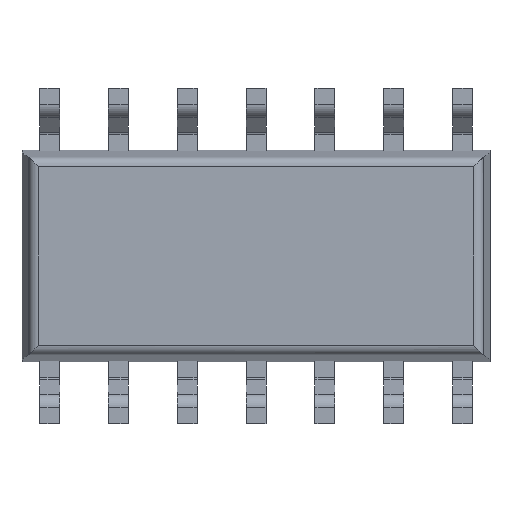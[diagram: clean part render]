
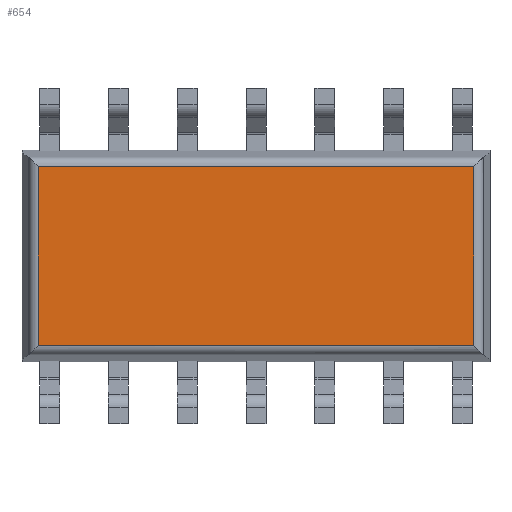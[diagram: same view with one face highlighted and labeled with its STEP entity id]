
A CAD part, front view. The second image highlights one B-rep face of the part: STEP entity #654.
In plain terms, the highlighted planar face has unit normal (0, -1, 0).
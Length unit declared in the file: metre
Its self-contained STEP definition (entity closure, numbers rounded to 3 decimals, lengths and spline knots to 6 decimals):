
#654 = ADVANCED_FACE( '', ( #1335 ), #1336, .T. );
#1335 = FACE_OUTER_BOUND( '', #2068, .T. );
#1336 = PLANE( '', #2069 );
#2068 = EDGE_LOOP( '', ( #3783, #3784, #3785, #3786 ) );
#2069 = AXIS2_PLACEMENT_3D( '', #3787, #3788, #3789 );
#3783 = ORIENTED_EDGE( '', *, *, #4482, .T. );
#3784 = ORIENTED_EDGE( '', *, *, #4884, .T. );
#3785 = ORIENTED_EDGE( '', *, *, #4870, .T. );
#3786 = ORIENTED_EDGE( '', *, *, #4493, .T. );
#3787 = CARTESIAN_POINT( '', ( -0.000325, 0.00015, -0.0013 ) );
#3788 = DIRECTION( '', ( 0., -1., 0. ) );
#3789 = DIRECTION( '', ( 0., 0., -1. ) );
#4482 = EDGE_CURVE( '', #5463, #5461, #5464, .T. );
#4493 = EDGE_CURVE( '', #5479, #5463, #5482, .F. );
#4870 = EDGE_CURVE( '', #6014, #5479, #6015, .F. );
#4884 = EDGE_CURVE( '', #5461, #6014, #6032, .T. );
#5461 = VERTEX_POINT( '', #6797 );
#5463 = VERTEX_POINT( '', #6799 );
#5464 = LINE( '', #6800, #6801 );
#5479 = VERTEX_POINT( '', #6820 );
#5482 = LINE( '', #6824, #6825 );
#6014 = VERTEX_POINT( '', #7563 );
#6015 = LINE( '', #7564, #7565 );
#6032 = LINE( '', #7587, #7588 );
#6797 = CARTESIAN_POINT( '', ( 0.008014, 0.00015, -0.004748 ) );
#6799 = CARTESIAN_POINT( '', ( -0.000027, 0.00015, -0.004748 ) );
#6800 = CARTESIAN_POINT( '', ( -0.000325, 0.00015, -0.004748 ) );
#6801 = VECTOR( '', #8040, 1. );
#6820 = CARTESIAN_POINT( '', ( -0.000027, 0.00015, -0.001452 ) );
#6824 = CARTESIAN_POINT( '', ( -0.000027, 0.00015, -0.0013 ) );
#6825 = VECTOR( '', #8055, 1. );
#7563 = CARTESIAN_POINT( '', ( 0.008014, 0.00015, -0.001452 ) );
#7564 = CARTESIAN_POINT( '', ( -0.000325, 0.00015, -0.001452 ) );
#7565 = VECTOR( '', #8469, 1. );
#7587 = CARTESIAN_POINT( '', ( 0.008014, 0.00015, -0.0013 ) );
#7588 = VECTOR( '', #8484, 1. );
#8040 = DIRECTION( '', ( 1., 0., 0. ) );
#8055 = DIRECTION( '', ( 0., 0., 1. ) );
#8469 = DIRECTION( '', ( 1., 0., 0. ) );
#8484 = DIRECTION( '', ( 0., 0., 1. ) );
